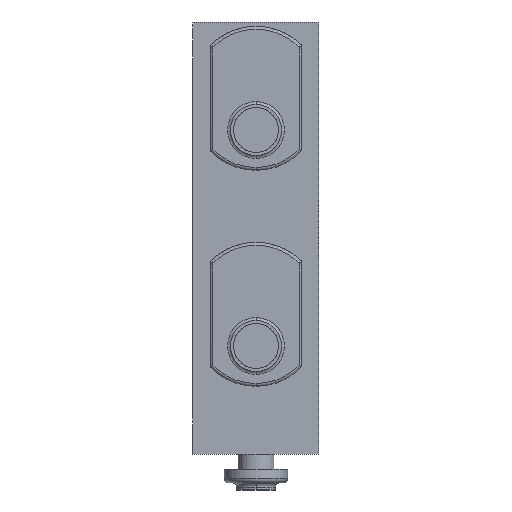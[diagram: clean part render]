
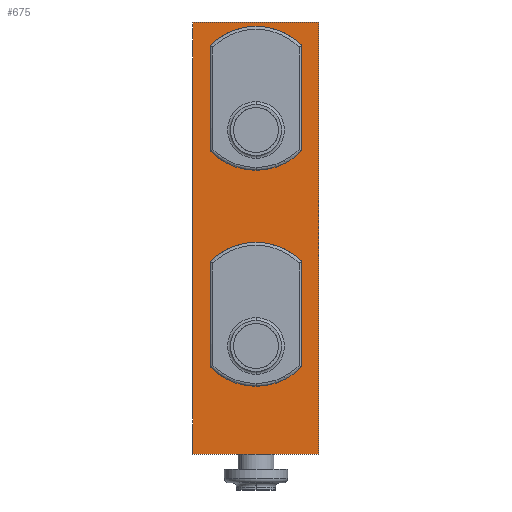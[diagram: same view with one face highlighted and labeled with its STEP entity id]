
A CAD part, front view. The second image highlights one B-rep face of the part: STEP entity #675.
In plain terms, the highlighted planar face has unit normal (0, -1, 0).
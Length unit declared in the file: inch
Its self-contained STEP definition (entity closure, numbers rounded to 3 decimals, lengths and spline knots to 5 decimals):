
#22 = EDGE_LOOP ( 'NONE', ( #44, #731 ) ) ;
#33 = ORIENTED_EDGE ( 'NONE', *, *, #627, .T. ) ;
#44 = ORIENTED_EDGE ( 'NONE', *, *, #135, .F. ) ;
#135 = EDGE_CURVE ( 'NONE', #316, #3295, #2186, .T. ) ;
#270 = VERTEX_POINT ( 'NONE', #903 ) ;
#291 = VERTEX_POINT ( 'NONE', #999 ) ;
#294 = EDGE_CURVE ( 'NONE', #291, #270, #1000, .T. ) ;
#316 = VERTEX_POINT ( 'NONE', #1070 ) ;
#368 = VERTEX_POINT ( 'NONE', #1201 ) ;
#458 = EDGE_LOOP ( 'NONE', ( #857, #678, #636, #33 ) ) ;
#466 = ORIENTED_EDGE ( 'NONE', *, *, #3824, .F. ) ;
#609 = EDGE_CURVE ( 'NONE', #3815, #1280, #2507, .T. ) ;
#617 = EDGE_LOOP ( 'NONE', ( #1298, #466 ) ) ;
#627 = EDGE_CURVE ( 'NONE', #1519, #270, #2601, .T. ) ;
#636 = ORIENTED_EDGE ( 'NONE', *, *, #679, .T. ) ;
#675 = ADVANCED_FACE ( 'NONE', ( #1689, #1690, #1691 ), #1692, .T. ) ;
#678 = ORIENTED_EDGE ( 'NONE', *, *, #1419, .F. ) ;
#679 = EDGE_CURVE ( 'NONE', #368, #1519, #1712, .T. ) ;
#731 = ORIENTED_EDGE ( 'NONE', *, *, #1073, .F. ) ;
#857 = ORIENTED_EDGE ( 'NONE', *, *, #294, .F. ) ;
#903 = CARTESIAN_POINT ( 'NONE',  ( 0.4375, 0., 0. ) ) ;
#999 = CARTESIAN_POINT ( 'NONE',  ( 0.4375, 0., 3. ) ) ;
#1000 = LINE ( 'NONE', #1001, #1002 ) ;
#1001 = CARTESIAN_POINT ( 'NONE',  ( 0.4375, 0., 3. ) ) ;
#1002 = VECTOR ( 'NONE', #1003, 39.37008 ) ;
#1003 = DIRECTION ( 'NONE',  ( 0., 0., -1. ) ) ;
#1070 = CARTESIAN_POINT ( 'NONE',  ( 0., 0., 2.086 ) ) ;
#1073 = EDGE_CURVE ( 'NONE', #3295, #316, #1306, .T. ) ;
#1201 = CARTESIAN_POINT ( 'NONE',  ( -0.4375, 0., 3. ) ) ;
#1280 = VERTEX_POINT ( 'NONE', #1446 ) ;
#1298 = ORIENTED_EDGE ( 'NONE', *, *, #609, .F. ) ;
#1306 = CIRCLE ( 'NONE', #1307, 0.164 ) ;
#1307 = AXIS2_PLACEMENT_3D ( 'NONE', #1308, #1309, #1310 ) ;
#1308 = CARTESIAN_POINT ( 'NONE',  ( 0., 0., 2.25 ) ) ;
#1309 = DIRECTION ( 'NONE',  ( 0., -1., 0. ) ) ;
#1310 = DIRECTION ( 'NONE',  ( 0., 0., -1. ) ) ;
#1333 = CARTESIAN_POINT ( 'NONE',  ( 0., 0., 2.414 ) ) ;
#1419 = EDGE_CURVE ( 'NONE', #368, #291, #1594, .T. ) ;
#1446 = CARTESIAN_POINT ( 'NONE',  ( 0., 0., 0.914 ) ) ;
#1519 = VERTEX_POINT ( 'NONE', #1711 ) ;
#1594 = LINE ( 'NONE', #1595, #1596 ) ;
#1595 = CARTESIAN_POINT ( 'NONE',  ( -0.4375, 0., 3. ) ) ;
#1596 = VECTOR ( 'NONE', #1597, 39.37008 ) ;
#1597 = DIRECTION ( 'NONE',  ( 1., 0., 0. ) ) ;
#1689 = FACE_BOUND ( 'NONE', #22, .T. ) ;
#1690 = FACE_BOUND ( 'NONE', #617, .T. ) ;
#1691 = FACE_OUTER_BOUND ( 'NONE', #458, .T. ) ;
#1692 = PLANE ( 'NONE',  #1693 ) ;
#1693 = AXIS2_PLACEMENT_3D ( 'NONE', #1694, #1695, #1696 ) ;
#1694 = CARTESIAN_POINT ( 'NONE',  ( -0.4375, 0., 3. ) ) ;
#1695 = DIRECTION ( 'NONE',  ( 0., -1., 0. ) ) ;
#1696 = DIRECTION ( 'NONE',  ( 0., 0., -1. ) ) ;
#1711 = CARTESIAN_POINT ( 'NONE',  ( -0.4375, 0., 0. ) ) ;
#1712 = LINE ( 'NONE', #1713, #1714 ) ;
#1713 = CARTESIAN_POINT ( 'NONE',  ( -0.4375, 0., 3. ) ) ;
#1714 = VECTOR ( 'NONE', #1715, 39.37008 ) ;
#1715 = DIRECTION ( 'NONE',  ( 0., 0., -1. ) ) ;
#1856 = CARTESIAN_POINT ( 'NONE',  ( 0., 0., 0.586 ) ) ;
#1955 = CIRCLE ( 'NONE', #1957, 0.164 ) ;
#1957 = AXIS2_PLACEMENT_3D ( 'NONE', #1958, #1959, #1960 ) ;
#1958 = CARTESIAN_POINT ( 'NONE',  ( 0., 0., 0.75 ) ) ;
#1959 = DIRECTION ( 'NONE',  ( 0., -1., 0. ) ) ;
#1960 = DIRECTION ( 'NONE',  ( 0., 0., -1. ) ) ;
#2186 = CIRCLE ( 'NONE', #2187, 0.164 ) ;
#2187 = AXIS2_PLACEMENT_3D ( 'NONE', #2188, #2189, #2190 ) ;
#2188 = CARTESIAN_POINT ( 'NONE',  ( 0., 0., 2.25 ) ) ;
#2189 = DIRECTION ( 'NONE',  ( 0., -1., 0. ) ) ;
#2190 = DIRECTION ( 'NONE',  ( 0., 0., -1. ) ) ;
#2507 = CIRCLE ( 'NONE', #2508, 0.164 ) ;
#2508 = AXIS2_PLACEMENT_3D ( 'NONE', #2509, #2510, #2511 ) ;
#2509 = CARTESIAN_POINT ( 'NONE',  ( 0., 0., 0.75 ) ) ;
#2510 = DIRECTION ( 'NONE',  ( 0., -1., 0. ) ) ;
#2511 = DIRECTION ( 'NONE',  ( 0., 0., -1. ) ) ;
#2601 = LINE ( 'NONE', #2602, #2603 ) ;
#2602 = CARTESIAN_POINT ( 'NONE',  ( -0.4375, 0., 0. ) ) ;
#2603 = VECTOR ( 'NONE', #2604, 39.37008 ) ;
#2604 = DIRECTION ( 'NONE',  ( 1., 0., 0. ) ) ;
#3295 = VERTEX_POINT ( 'NONE', #1333 ) ;
#3815 = VERTEX_POINT ( 'NONE', #1856 ) ;
#3824 = EDGE_CURVE ( 'NONE', #1280, #3815, #1955, .T. ) ;
